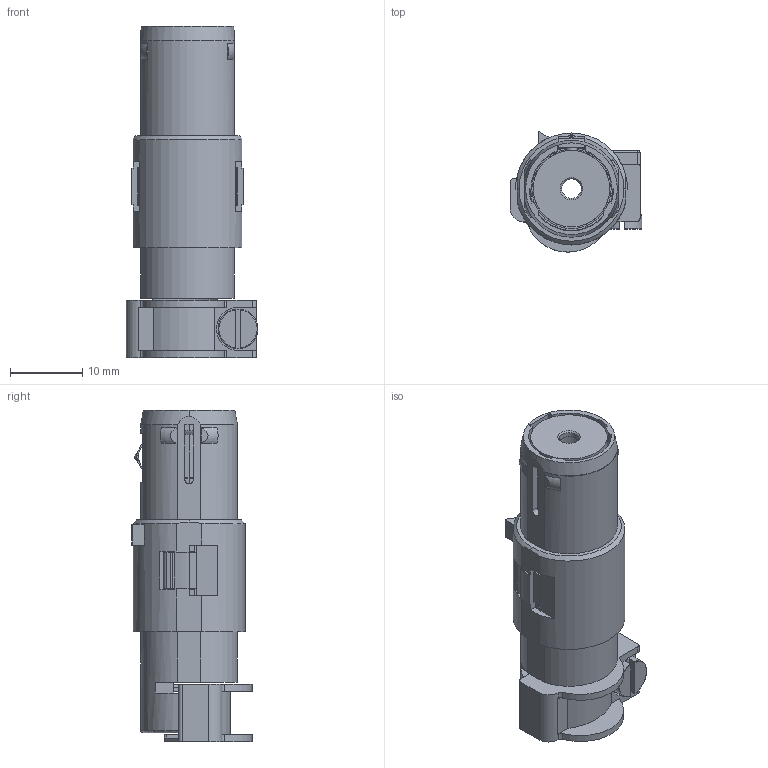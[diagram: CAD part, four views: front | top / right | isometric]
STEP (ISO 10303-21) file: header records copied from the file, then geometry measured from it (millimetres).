
FILE_DESCRIPTION((''),'2;1');
FILE_NAME('EMC-001-PT-F','2017-09-13T',('tl.yang'),(''),'PRO/ENGINEER BY PARAMETRIC TECHNOLOGY CORPORATION, 2011500','PRO/ENGINEER BY PARAMETRIC TECHNOLOGY CORPORATION, 2011500','');
FILE_SCHEMA(('CONFIG_CONTROL_DESIGN'));
Length unit declared in the file: millimetre
Products named in the file (1): EMC-001-PT-F
Bounding box: 18.25 x 16.64 x 45.95 mm (x, y, z)
Volume: 3865.1 mm3; surface area: 6527.5 mm2
Topology: 1 solids, 1 shells, 486 faces, 1304 edges, 831 vertices
Faces by surface type: plane 241, cylinder 159, torus 30, cone 22, bspline 20, sphere 14
Entity records: 16718 total; most frequent: CARTESIAN_POINT 4475, ORIENTED_EDGE 2600, DIRECTION 2538, EDGE_CURVE 1300, AXIS2_PLACEMENT_3D 912, VERTEX_POINT 831, VECTOR 714, LINE 714
